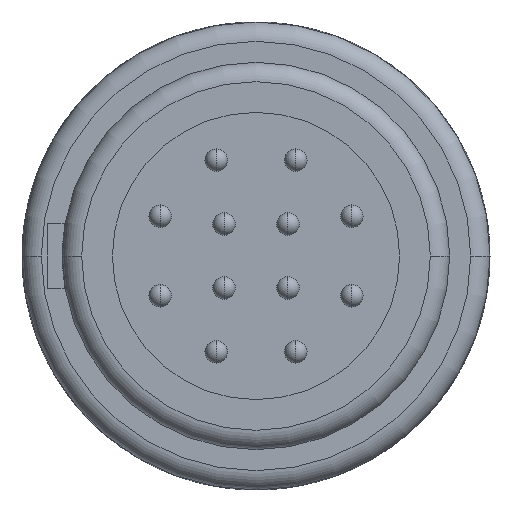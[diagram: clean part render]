
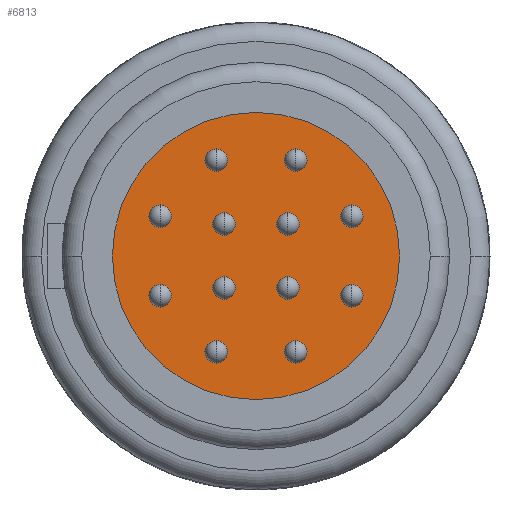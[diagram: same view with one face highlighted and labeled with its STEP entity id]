
A CAD part, left-side view. The second image highlights one B-rep face of the part: STEP entity #6813.
In plain terms, the highlighted planar face has unit normal (-1, 0, 0).
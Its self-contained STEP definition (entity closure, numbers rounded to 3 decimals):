
#1837=CARTESIAN_POINT('',(-2.5,0.,0.));
#1838=DIRECTION('',(-1.,0.,0.));
#1839=DIRECTION('',(0.,1.,0.));
#1840=AXIS2_PLACEMENT_3D('',#1837,#1838,#1839);
#2170=CARTESIAN_POINT('',(-2.5,0.,0.));
#2171=DIRECTION('',(-1.,0.,0.));
#2172=DIRECTION('',(0.,-1.,0.));
#2173=AXIS2_PLACEMENT_3D('',#2170,#2171,#2172);
#2180=CARTESIAN_POINT('',(-2.5,2.97,-1.23));
#2181=DIRECTION('',(-1.,0.,0.));
#2182=DIRECTION('',(0.,0.,-1.));
#2183=AXIS2_PLACEMENT_3D('',#2180,#2181,#2182);
#2185=CARTESIAN_POINT('',(-2.5,2.97,-1.23));
#2186=DIRECTION('',(-1.,0.,0.));
#2187=DIRECTION('',(0.,0.,1.));
#2188=AXIS2_PLACEMENT_3D('',#2185,#2186,#2187);
#2190=CARTESIAN_POINT('',(-2.5,1.23,-2.97));
#2191=DIRECTION('',(-1.,0.,0.));
#2192=DIRECTION('',(0.,0.,1.));
#2193=AXIS2_PLACEMENT_3D('',#2190,#2191,#2192);
#2195=CARTESIAN_POINT('',(-2.5,1.23,-2.97));
#2196=DIRECTION('',(-1.,0.,0.));
#2197=DIRECTION('',(0.,0.,-1.));
#2198=AXIS2_PLACEMENT_3D('',#2195,#2196,#2197);
#2200=CARTESIAN_POINT('',(-2.5,-1.23,-2.97));
#2201=DIRECTION('',(-1.,0.,0.));
#2202=DIRECTION('',(0.,0.,1.));
#2203=AXIS2_PLACEMENT_3D('',#2200,#2201,#2202);
#2205=CARTESIAN_POINT('',(-2.5,-1.23,-2.97));
#2206=DIRECTION('',(-1.,0.,0.));
#2207=DIRECTION('',(0.,0.,-1.));
#2208=AXIS2_PLACEMENT_3D('',#2205,#2206,#2207);
#2210=CARTESIAN_POINT('',(-2.5,-2.97,-1.23));
#2211=DIRECTION('',(-1.,0.,0.));
#2212=DIRECTION('',(0.,0.,1.));
#2213=AXIS2_PLACEMENT_3D('',#2210,#2211,#2212);
#2215=CARTESIAN_POINT('',(-2.5,-2.97,-1.23));
#2216=DIRECTION('',(-1.,0.,0.));
#2217=DIRECTION('',(0.,0.,-1.));
#2218=AXIS2_PLACEMENT_3D('',#2215,#2216,#2217);
#2220=CARTESIAN_POINT('',(-2.5,2.97,1.23));
#2221=DIRECTION('',(-1.,0.,0.));
#2222=DIRECTION('',(0.,0.,-1.));
#2223=AXIS2_PLACEMENT_3D('',#2220,#2221,#2222);
#2225=CARTESIAN_POINT('',(-2.5,2.97,1.23));
#2226=DIRECTION('',(-1.,0.,0.));
#2227=DIRECTION('',(0.,0.,1.));
#2228=AXIS2_PLACEMENT_3D('',#2225,#2226,#2227);
#2230=CARTESIAN_POINT('',(-2.5,-2.97,1.23));
#2231=DIRECTION('',(-1.,0.,0.));
#2232=DIRECTION('',(0.,0.,1.));
#2233=AXIS2_PLACEMENT_3D('',#2230,#2231,#2232);
#2235=CARTESIAN_POINT('',(-2.5,-2.97,1.23));
#2236=DIRECTION('',(-1.,0.,0.));
#2237=DIRECTION('',(0.,0.,-1.));
#2238=AXIS2_PLACEMENT_3D('',#2235,#2236,#2237);
#2240=CARTESIAN_POINT('',(-2.5,-1.23,2.97));
#2241=DIRECTION('',(-1.,0.,0.));
#2242=DIRECTION('',(0.,0.,1.));
#2243=AXIS2_PLACEMENT_3D('',#2240,#2241,#2242);
#2245=CARTESIAN_POINT('',(-2.5,-1.23,2.97));
#2246=DIRECTION('',(-1.,0.,0.));
#2247=DIRECTION('',(0.,0.,-1.));
#2248=AXIS2_PLACEMENT_3D('',#2245,#2246,#2247);
#2250=CARTESIAN_POINT('',(-2.5,1.23,2.97));
#2251=DIRECTION('',(-1.,0.,0.));
#2252=DIRECTION('',(0.,0.,1.));
#2253=AXIS2_PLACEMENT_3D('',#2250,#2251,#2252);
#2255=CARTESIAN_POINT('',(-2.5,1.23,2.97));
#2256=DIRECTION('',(-1.,0.,0.));
#2257=DIRECTION('',(0.,0.,-1.));
#2258=AXIS2_PLACEMENT_3D('',#2255,#2256,#2257);
#2260=CARTESIAN_POINT('',(-2.5,0.99,0.99));
#2261=DIRECTION('',(-1.,0.,0.));
#2262=DIRECTION('',(0.,0.,1.));
#2263=AXIS2_PLACEMENT_3D('',#2260,#2261,#2262);
#2265=CARTESIAN_POINT('',(-2.5,0.99,0.99));
#2266=DIRECTION('',(-1.,0.,0.));
#2267=DIRECTION('',(0.,0.,-1.));
#2268=AXIS2_PLACEMENT_3D('',#2265,#2266,#2267);
#2270=CARTESIAN_POINT('',(-2.5,0.99,-0.99));
#2271=DIRECTION('',(-1.,0.,0.));
#2272=DIRECTION('',(0.,0.,1.));
#2273=AXIS2_PLACEMENT_3D('',#2270,#2271,#2272);
#2275=CARTESIAN_POINT('',(-2.5,0.99,-0.99));
#2276=DIRECTION('',(-1.,0.,0.));
#2277=DIRECTION('',(0.,0.,-1.));
#2278=AXIS2_PLACEMENT_3D('',#2275,#2276,#2277);
#2280=CARTESIAN_POINT('',(-2.5,-0.99,-0.99));
#2281=DIRECTION('',(-1.,0.,0.));
#2282=DIRECTION('',(0.,0.,1.));
#2283=AXIS2_PLACEMENT_3D('',#2280,#2281,#2282);
#2285=CARTESIAN_POINT('',(-2.5,-0.99,-0.99));
#2286=DIRECTION('',(-1.,0.,0.));
#2287=DIRECTION('',(0.,0.,-1.));
#2288=AXIS2_PLACEMENT_3D('',#2285,#2286,#2287);
#2290=CARTESIAN_POINT('',(-2.5,-0.99,0.99));
#2291=DIRECTION('',(-1.,0.,0.));
#2292=DIRECTION('',(0.,0.,1.));
#2293=AXIS2_PLACEMENT_3D('',#2290,#2291,#2292);
#2295=CARTESIAN_POINT('',(-2.5,-0.99,0.99));
#2296=DIRECTION('',(-1.,0.,0.));
#2297=DIRECTION('',(0.,0.,-1.));
#2298=AXIS2_PLACEMENT_3D('',#2295,#2296,#2297);
#4394=CARTESIAN_POINT('',(-2.5,-4.45,0.));
#4395=CARTESIAN_POINT('',(-2.5,4.45,0.));
#4396=VERTEX_POINT('',#4394);
#4397=VERTEX_POINT('',#4395);
#4830=CARTESIAN_POINT('',(-2.5,2.97,-1.58));
#4831=CARTESIAN_POINT('',(-2.5,2.97,-0.88));
#4832=VERTEX_POINT('',#4830);
#4833=VERTEX_POINT('',#4831);
#4834=CARTESIAN_POINT('',(-2.5,1.23,-2.62));
#4835=CARTESIAN_POINT('',(-2.5,1.23,-3.32));
#4836=VERTEX_POINT('',#4834);
#4837=VERTEX_POINT('',#4835);
#4838=CARTESIAN_POINT('',(-2.5,-1.23,-2.62));
#4839=CARTESIAN_POINT('',(-2.5,-1.23,-3.32));
#4840=VERTEX_POINT('',#4838);
#4841=VERTEX_POINT('',#4839);
#4842=CARTESIAN_POINT('',(-2.5,-2.97,-0.88));
#4843=CARTESIAN_POINT('',(-2.5,-2.97,-1.58));
#4844=VERTEX_POINT('',#4842);
#4845=VERTEX_POINT('',#4843);
#4846=CARTESIAN_POINT('',(-2.5,2.97,0.88));
#4847=CARTESIAN_POINT('',(-2.5,2.97,1.58));
#4848=VERTEX_POINT('',#4846);
#4849=VERTEX_POINT('',#4847);
#4850=CARTESIAN_POINT('',(-2.5,-2.97,1.58));
#4851=CARTESIAN_POINT('',(-2.5,-2.97,0.88));
#4852=VERTEX_POINT('',#4850);
#4853=VERTEX_POINT('',#4851);
#4854=CARTESIAN_POINT('',(-2.5,-1.23,3.32));
#4855=CARTESIAN_POINT('',(-2.5,-1.23,2.62));
#4856=VERTEX_POINT('',#4854);
#4857=VERTEX_POINT('',#4855);
#4858=CARTESIAN_POINT('',(-2.5,1.23,3.32));
#4859=CARTESIAN_POINT('',(-2.5,1.23,2.62));
#4860=VERTEX_POINT('',#4858);
#4861=VERTEX_POINT('',#4859);
#4862=CARTESIAN_POINT('',(-2.5,0.99,1.34));
#4863=CARTESIAN_POINT('',(-2.5,0.99,0.64));
#4864=VERTEX_POINT('',#4862);
#4865=VERTEX_POINT('',#4863);
#4866=CARTESIAN_POINT('',(-2.5,0.99,-0.64));
#4867=CARTESIAN_POINT('',(-2.5,0.99,-1.34));
#4868=VERTEX_POINT('',#4866);
#4869=VERTEX_POINT('',#4867);
#4870=CARTESIAN_POINT('',(-2.5,-0.99,-0.64));
#4871=CARTESIAN_POINT('',(-2.5,-0.99,-1.34));
#4872=VERTEX_POINT('',#4870);
#4873=VERTEX_POINT('',#4871);
#4874=CARTESIAN_POINT('',(-2.5,-0.99,1.34));
#4875=CARTESIAN_POINT('',(-2.5,-0.99,0.64));
#4876=VERTEX_POINT('',#4874);
#4877=VERTEX_POINT('',#4875);
#6732=CARTESIAN_POINT('',(-2.5,0.,0.));
#6733=DIRECTION('',(1.,0.,0.));
#6734=DIRECTION('',(0.,0.,-1.));
#6735=AXIS2_PLACEMENT_3D('',#6732,#6733,#6734);
#6736=PLANE('',#6735);
#6737=ORIENTED_EDGE('',*,*,#6723,.F.);
#6738=ORIENTED_EDGE('',*,*,#6438,.F.);
#6739=EDGE_LOOP('',(#6737,#6738));
#6740=FACE_OUTER_BOUND('',#6739,.F.);
#6742=ORIENTED_EDGE('',*,*,#6741,.T.);
#6744=ORIENTED_EDGE('',*,*,#6743,.T.);
#6745=EDGE_LOOP('',(#6742,#6744));
#6746=FACE_BOUND('',#6745,.F.);
#6748=ORIENTED_EDGE('',*,*,#6747,.T.);
#6750=ORIENTED_EDGE('',*,*,#6749,.T.);
#6751=EDGE_LOOP('',(#6748,#6750));
#6752=FACE_BOUND('',#6751,.F.);
#6754=ORIENTED_EDGE('',*,*,#6753,.T.);
#6756=ORIENTED_EDGE('',*,*,#6755,.T.);
#6757=EDGE_LOOP('',(#6754,#6756));
#6758=FACE_BOUND('',#6757,.F.);
#6760=ORIENTED_EDGE('',*,*,#6759,.T.);
#6762=ORIENTED_EDGE('',*,*,#6761,.T.);
#6763=EDGE_LOOP('',(#6760,#6762));
#6764=FACE_BOUND('',#6763,.F.);
#6766=ORIENTED_EDGE('',*,*,#6765,.T.);
#6768=ORIENTED_EDGE('',*,*,#6767,.T.);
#6769=EDGE_LOOP('',(#6766,#6768));
#6770=FACE_BOUND('',#6769,.F.);
#6772=ORIENTED_EDGE('',*,*,#6771,.T.);
#6774=ORIENTED_EDGE('',*,*,#6773,.T.);
#6775=EDGE_LOOP('',(#6772,#6774));
#6776=FACE_BOUND('',#6775,.F.);
#6778=ORIENTED_EDGE('',*,*,#6777,.T.);
#6780=ORIENTED_EDGE('',*,*,#6779,.T.);
#6781=EDGE_LOOP('',(#6778,#6780));
#6782=FACE_BOUND('',#6781,.F.);
#6784=ORIENTED_EDGE('',*,*,#6783,.T.);
#6786=ORIENTED_EDGE('',*,*,#6785,.T.);
#6787=EDGE_LOOP('',(#6784,#6786));
#6788=FACE_BOUND('',#6787,.F.);
#6790=ORIENTED_EDGE('',*,*,#6789,.T.);
#6792=ORIENTED_EDGE('',*,*,#6791,.T.);
#6793=EDGE_LOOP('',(#6790,#6792));
#6794=FACE_BOUND('',#6793,.F.);
#6796=ORIENTED_EDGE('',*,*,#6795,.T.);
#6798=ORIENTED_EDGE('',*,*,#6797,.T.);
#6799=EDGE_LOOP('',(#6796,#6798));
#6800=FACE_BOUND('',#6799,.F.);
#6802=ORIENTED_EDGE('',*,*,#6801,.T.);
#6804=ORIENTED_EDGE('',*,*,#6803,.T.);
#6805=EDGE_LOOP('',(#6802,#6804));
#6806=FACE_BOUND('',#6805,.F.);
#6808=ORIENTED_EDGE('',*,*,#6807,.T.);
#6810=ORIENTED_EDGE('',*,*,#6809,.T.);
#6811=EDGE_LOOP('',(#6808,#6810));
#6812=FACE_BOUND('',#6811,.F.);
#6813=ADVANCED_FACE('',(#6740,#6746,#6752,#6758,#6764,#6770,#6776,#6782,#6788,
#6794,#6800,#6806,#6812),#6736,.F.);
#1841=CIRCLE('',#1840,4.45);
#2174=CIRCLE('',#2173,4.45);
#2184=CIRCLE('',#2183,0.35);
#2189=CIRCLE('',#2188,0.35);
#2194=CIRCLE('',#2193,0.35);
#2199=CIRCLE('',#2198,0.35);
#2204=CIRCLE('',#2203,0.35);
#2209=CIRCLE('',#2208,0.35);
#2214=CIRCLE('',#2213,0.35);
#2219=CIRCLE('',#2218,0.35);
#2224=CIRCLE('',#2223,0.35);
#2229=CIRCLE('',#2228,0.35);
#2234=CIRCLE('',#2233,0.35);
#2239=CIRCLE('',#2238,0.35);
#2244=CIRCLE('',#2243,0.35);
#2249=CIRCLE('',#2248,0.35);
#2254=CIRCLE('',#2253,0.35);
#2259=CIRCLE('',#2258,0.35);
#2264=CIRCLE('',#2263,0.35);
#2269=CIRCLE('',#2268,0.35);
#2274=CIRCLE('',#2273,0.35);
#2279=CIRCLE('',#2278,0.35);
#2284=CIRCLE('',#2283,0.35);
#2289=CIRCLE('',#2288,0.35);
#2294=CIRCLE('',#2293,0.35);
#2299=CIRCLE('',#2298,0.35);
#6438=EDGE_CURVE('',#4397,#4396,#1841,.T.);
#6723=EDGE_CURVE('',#4396,#4397,#2174,.T.);
#6741=EDGE_CURVE('',#4832,#4833,#2184,.T.);
#6743=EDGE_CURVE('',#4833,#4832,#2189,.T.);
#6747=EDGE_CURVE('',#4836,#4837,#2194,.T.);
#6749=EDGE_CURVE('',#4837,#4836,#2199,.T.);
#6753=EDGE_CURVE('',#4840,#4841,#2204,.T.);
#6755=EDGE_CURVE('',#4841,#4840,#2209,.T.);
#6759=EDGE_CURVE('',#4844,#4845,#2214,.T.);
#6761=EDGE_CURVE('',#4845,#4844,#2219,.T.);
#6765=EDGE_CURVE('',#4848,#4849,#2224,.T.);
#6767=EDGE_CURVE('',#4849,#4848,#2229,.T.);
#6771=EDGE_CURVE('',#4852,#4853,#2234,.T.);
#6773=EDGE_CURVE('',#4853,#4852,#2239,.T.);
#6777=EDGE_CURVE('',#4856,#4857,#2244,.T.);
#6779=EDGE_CURVE('',#4857,#4856,#2249,.T.);
#6783=EDGE_CURVE('',#4860,#4861,#2254,.T.);
#6785=EDGE_CURVE('',#4861,#4860,#2259,.T.);
#6789=EDGE_CURVE('',#4864,#4865,#2264,.T.);
#6791=EDGE_CURVE('',#4865,#4864,#2269,.T.);
#6795=EDGE_CURVE('',#4868,#4869,#2274,.T.);
#6797=EDGE_CURVE('',#4869,#4868,#2279,.T.);
#6801=EDGE_CURVE('',#4872,#4873,#2284,.T.);
#6803=EDGE_CURVE('',#4873,#4872,#2289,.T.);
#6807=EDGE_CURVE('',#4876,#4877,#2294,.T.);
#6809=EDGE_CURVE('',#4877,#4876,#2299,.T.);
